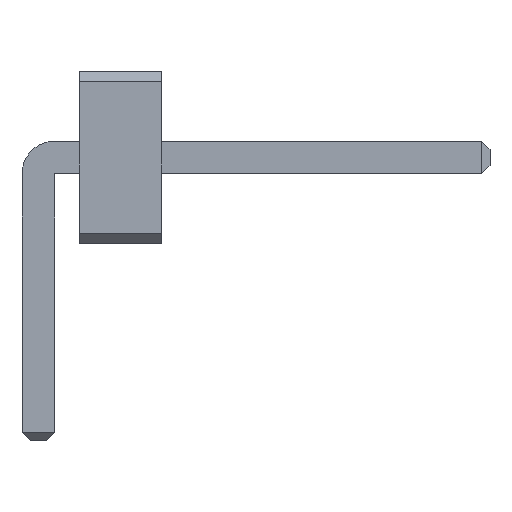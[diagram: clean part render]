
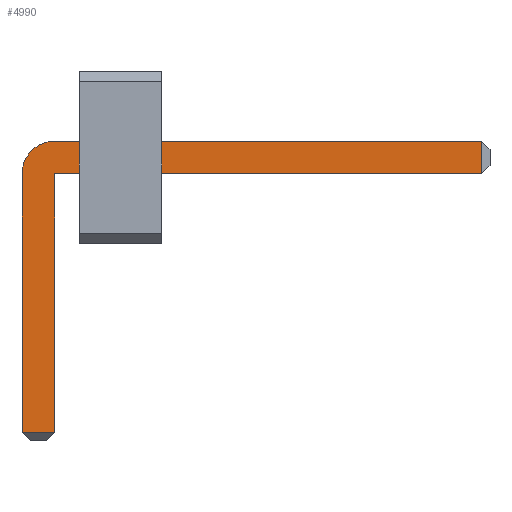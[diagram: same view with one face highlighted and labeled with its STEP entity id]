
A CAD part, front view. The second image highlights one B-rep face of the part: STEP entity #4990.
In plain terms, the highlighted planar face has unit normal (0, -1, 0).
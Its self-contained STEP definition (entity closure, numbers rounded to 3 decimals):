
#13=DIRECTION('',(0.,0.,1.));
#27=VECTOR('',#28,1.);
#28=DIRECTION('',(1.,0.,0.));
#2266=VECTOR('',#13,1.);
#4764=DIRECTION('',(0.,0.,-1.));
#4801=VECTOR('',#4764,1.);
#4808=VECTOR('',#4809,1.);
#4809=DIRECTION('',(-1.,0.,0.));
#4830=DIRECTION('',(-0.,1.,0.));
#4834=DIRECTION('',(0.,1.,0.));
#4835=DIRECTION('',(1.,0.,0.));
#4842=VERTEX_POINT('',#4843);
#4843=CARTESIAN_POINT('',(0.2,-48.46,1.25));
#4845=ORIENTED_EDGE('',*,*,#4846,.T.);
#4846=EDGE_CURVE('',#4842,#4847,#4849,.T.);
#4847=VERTEX_POINT('',#4848);
#4848=CARTESIAN_POINT('',(5.4,-48.46,1.25));
#4849=LINE('',#4850,#27);
#4850=CARTESIAN_POINT('',(-0.2,-48.46,1.25));
#4886=EDGE_CURVE('',#4887,#4842,#4889,.T.);
#4887=VERTEX_POINT('',#4888);
#4888=CARTESIAN_POINT('',(-0.2,-48.46,0.85));
#4889=CIRCLE('',#4890,0.4);
#4890=AXIS2_PLACEMENT_3D('',#4891,#4830,#4764);
#4891=CARTESIAN_POINT('',(0.2,-48.46,0.85));
#4903=VERTEX_POINT('',#4904);
#4904=CARTESIAN_POINT('',(5.4,-48.46,0.85));
#4906=ORIENTED_EDGE('',*,*,#4907,.T.);
#4907=EDGE_CURVE('',#4903,#4908,#4909,.T.);
#4908=VERTEX_POINT('',#4891);
#4909=LINE('',#4910,#4808);
#4910=CARTESIAN_POINT('',(5.5,-48.46,0.85));
#4922=VERTEX_POINT('',#4923);
#4923=CARTESIAN_POINT('',(-0.2,-48.46,-2.3));
#4925=ORIENTED_EDGE('',*,*,#4926,.T.);
#4926=EDGE_CURVE('',#4922,#4887,#4927,.T.);
#4927=LINE('',#4928,#2266);
#4928=CARTESIAN_POINT('',(-0.2,-48.46,-2.4));
#4936=ORIENTED_EDGE('',*,*,#4937,.T.);
#4937=EDGE_CURVE('',#4908,#4938,#4940,.T.);
#4938=VERTEX_POINT('',#4939);
#4939=CARTESIAN_POINT('',(0.2,-48.46,-2.3));
#4940=LINE('',#4891,#4801);
#4990=ADVANCED_FACE('',(#4991),#5000,.F.);
#4991=FACE_BOUND('',#4992,.F.);
#4992=EDGE_LOOP('',(#4845,#4993,#4906,#4936,#4996,#4925,#4999));
#4993=ORIENTED_EDGE('',*,*,#4994,.T.);
#4994=EDGE_CURVE('',#4847,#4903,#4995,.T.);
#4995=LINE('',#4848,#4801);
#4996=ORIENTED_EDGE('',*,*,#4997,.T.);
#4997=EDGE_CURVE('',#4938,#4922,#4998,.T.);
#4998=LINE('',#4939,#4808);
#4999=ORIENTED_EDGE('',*,*,#4886,.T.);
#5000=PLANE('',#5001);
#5001=AXIS2_PLACEMENT_3D('',#5002,#4834,#4835);
#5002=CARTESIAN_POINT('',(1.729,-48.46,0.346));
